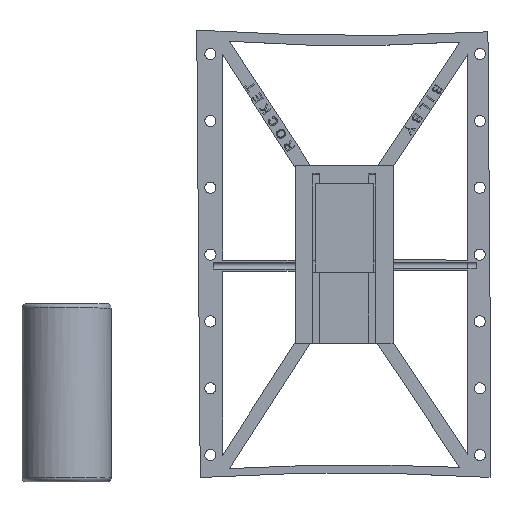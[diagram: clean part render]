
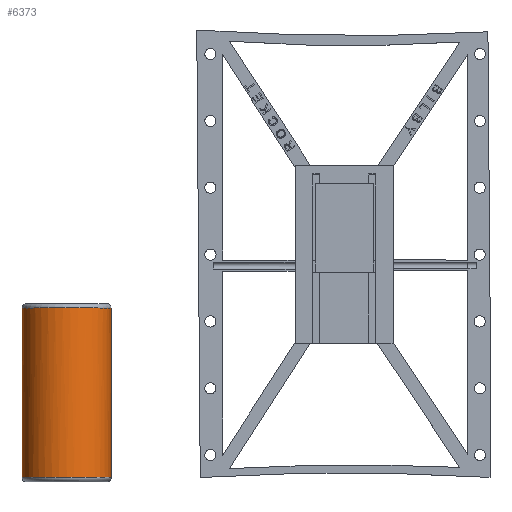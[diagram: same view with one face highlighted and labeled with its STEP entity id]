
A CAD part, top view. The second image highlights one B-rep face of the part: STEP entity #6373.
In plain terms, the highlighted cylindrical face has radius 10 mm (diameter 20 mm), a partial arc.
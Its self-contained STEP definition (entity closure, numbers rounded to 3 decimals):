
#64=CYLINDRICAL_SURFACE('',#6686,10.);
#117=CIRCLE('',#6658,10.);
#119=CIRCLE('',#6671,10.);
#131=CIRCLE('',#6687,10.);
#132=CIRCLE('',#6688,10.);
#827=FACE_OUTER_BOUND('',#1206,.T.);
#1206=EDGE_LOOP('',(#5780,#5781,#5782,#5783,#5784,#5785,#5786,#5787));
#1797=LINE('',#11445,#2425);
#1813=LINE('',#11521,#2441);
#1824=LINE('',#11617,#2452);
#1825=LINE('',#11621,#2453);
#2425=VECTOR('',#7750,10.);
#2441=VECTOR('',#7798,10.);
#2452=VECTOR('',#7853,10.);
#2453=VECTOR('',#7856,10.);
#3041=VERTEX_POINT('',#11442);
#3042=VERTEX_POINT('',#11444);
#3050=VERTEX_POINT('',#11471);
#3051=VERTEX_POINT('',#11473);
#3063=VERTEX_POINT('',#11520);
#3080=VERTEX_POINT('',#11616);
#3081=VERTEX_POINT('',#11618);
#3082=VERTEX_POINT('',#11620);
#3933=EDGE_CURVE('',#3041,#3042,#1797,.T.);
#3945=EDGE_CURVE('',#3051,#3050,#117,.T.);
#3961=EDGE_CURVE('',#3063,#3051,#1813,.T.);
#3974=EDGE_CURVE('',#3041,#3063,#119,.T.);
#3990=EDGE_CURVE('',#3050,#3080,#1824,.T.);
#3991=EDGE_CURVE('',#3080,#3081,#131,.T.);
#3992=EDGE_CURVE('',#3082,#3081,#1825,.T.);
#3993=EDGE_CURVE('',#3042,#3082,#132,.T.);
#5780=ORIENTED_EDGE('',*,*,#3974,.T.);
#5781=ORIENTED_EDGE('',*,*,#3961,.T.);
#5782=ORIENTED_EDGE('',*,*,#3945,.T.);
#5783=ORIENTED_EDGE('',*,*,#3990,.T.);
#5784=ORIENTED_EDGE('',*,*,#3991,.T.);
#5785=ORIENTED_EDGE('',*,*,#3992,.F.);
#5786=ORIENTED_EDGE('',*,*,#3993,.F.);
#5787=ORIENTED_EDGE('',*,*,#3933,.F.);
#6373=ADVANCED_FACE('',(#827),#64,.T.);
#6658=AXIS2_PLACEMENT_3D('',#11474,#7772,#7773);
#6671=AXIS2_PLACEMENT_3D('',#11560,#7821,#7822);
#6686=AXIS2_PLACEMENT_3D('',#11615,#7851,#7852);
#6687=AXIS2_PLACEMENT_3D('',#11619,#7854,#7855);
#6688=AXIS2_PLACEMENT_3D('',#11622,#7857,#7858);
#7750=DIRECTION('',(0.,1.,0.));
#7772=DIRECTION('center_axis',(0.,1.,0.));
#7773=DIRECTION('ref_axis',(0.,0.,1.));
#7798=DIRECTION('',(0.,-1.,0.));
#7821=DIRECTION('center_axis',(0.,1.,0.));
#7822=DIRECTION('ref_axis',(0.,0.,1.));
#7851=DIRECTION('center_axis',(0.,1.,0.));
#7852=DIRECTION('ref_axis',(0.,0.,1.));
#7853=DIRECTION('',(0.,1.,0.));
#7854=DIRECTION('center_axis',(0.,1.,0.));
#7855=DIRECTION('ref_axis',(0.,0.,1.));
#7856=DIRECTION('',(0.,-1.,0.));
#7857=DIRECTION('center_axis',(0.,1.,0.));
#7858=DIRECTION('ref_axis',(0.,0.,1.));
#11442=CARTESIAN_POINT('',(-36.018,38.,3.384));
#11444=CARTESIAN_POINT('',(-36.018,38.001,3.384));
#11445=CARTESIAN_POINT('',(-36.018,19.,3.384));
#11471=CARTESIAN_POINT('',(-23.082,0.,4.148));
#11473=CARTESIAN_POINT('',(-36.952,0.,4.181));
#11474=CARTESIAN_POINT('Origin',(-30.,0.,
11.37));
#11520=CARTESIAN_POINT('',(-36.952,38.,4.181));
#11521=CARTESIAN_POINT('',(-36.952,19.,4.181));
#11560=CARTESIAN_POINT('Origin',(-30.,38.,11.37));
#11615=CARTESIAN_POINT('Origin',(-30.,19.,11.37));
#11616=CARTESIAN_POINT('',(-23.082,38.,4.148));
#11617=CARTESIAN_POINT('',(-23.082,19.,4.148));
#11618=CARTESIAN_POINT('',(-23.982,38.,3.384));
#11619=CARTESIAN_POINT('Origin',(-30.,38.,11.37));
#11620=CARTESIAN_POINT('',(-23.982,38.001,3.384));
#11621=CARTESIAN_POINT('',(-23.982,19.,3.384));
#11622=CARTESIAN_POINT('Origin',(-30.,38.001,11.37));
